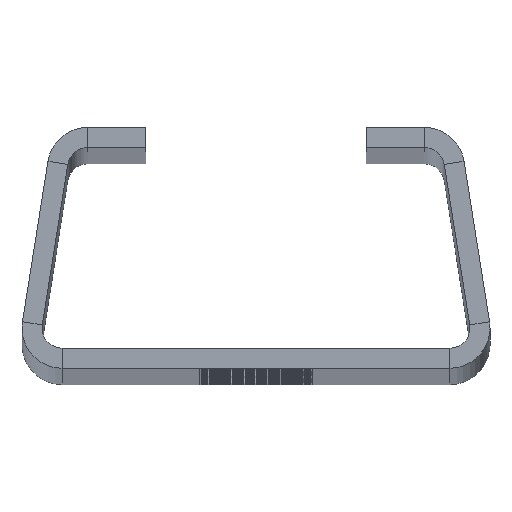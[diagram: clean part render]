
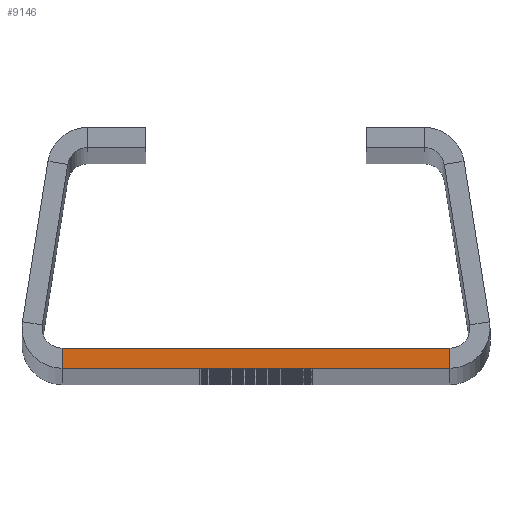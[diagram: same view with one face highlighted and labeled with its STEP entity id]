
A CAD part, top view. The second image highlights one B-rep face of the part: STEP entity #9146.
In plain terms, the highlighted planar face has unit normal (0, 0, 1).
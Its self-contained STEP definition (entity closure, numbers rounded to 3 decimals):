
#258 = CARTESIAN_POINT ( 'NONE',  ( 14.487, 1.5, 700. ) ) ;
#375 = AXIS2_PLACEMENT_3D ( 'NONE', #2097, #9634, #5136 ) ;
#1009 = VERTEX_POINT ( 'NONE', #258 ) ;
#1020 = DIRECTION ( 'NONE',  ( 1., 0., 0. ) ) ;
#1200 = ORIENTED_EDGE ( 'NONE', *, *, #3725, .T. ) ;
#1409 = LINE ( 'NONE', #2221, #9202 ) ;
#1635 = EDGE_CURVE ( 'NONE', #9280, #3052, #1409, .T. ) ;
#1860 = CARTESIAN_POINT ( 'NONE',  ( 14.487, 0., 700. ) ) ;
#2097 = CARTESIAN_POINT ( 'NONE',  ( 15.969, 3.235, 700. ) ) ;
#2207 = ORIENTED_EDGE ( 'NONE', *, *, #7311, .T. ) ;
#2221 = CARTESIAN_POINT ( 'NONE',  ( -18., 0., 700. ) ) ;
#2306 = VERTEX_POINT ( 'NONE', #5183 ) ;
#2523 = LINE ( 'NONE', #8540, #5598 ) ;
#2856 = VECTOR ( 'NONE', #3357, 1000. ) ;
#2957 = LINE ( 'NONE', #6808, #6509 ) ;
#3052 = VERTEX_POINT ( 'NONE', #7796 ) ;
#3270 = ORIENTED_EDGE ( 'NONE', *, *, #6656, .F. ) ;
#3357 = DIRECTION ( 'NONE',  ( 0., 1., 0. ) ) ;
#3592 = PLANE ( 'NONE',  #375 ) ;
#3725 = EDGE_CURVE ( 'NONE', #2306, #9280, #2957, .T. ) ;
#4448 = EDGE_LOOP ( 'NONE', ( #8993, #2207, #3270, #1200 ) ) ;
#4558 = DIRECTION ( 'NONE',  ( 0., -1., 0. ) ) ;
#5136 = DIRECTION ( 'NONE',  ( 1., 0., 0. ) ) ;
#5183 = CARTESIAN_POINT ( 'NONE',  ( -14.487, 1.5, 700. ) ) ;
#5598 = VECTOR ( 'NONE', #1020, 1000. ) ;
#5711 = FACE_OUTER_BOUND ( 'NONE', #4448, .T. ) ;
#6509 = VECTOR ( 'NONE', #4558, 1000. ) ;
#6656 = EDGE_CURVE ( 'NONE', #2306, #1009, #2523, .T. ) ;
#6808 = CARTESIAN_POINT ( 'NONE',  ( -14.487, 1.5, 700. ) ) ;
#6861 = LINE ( 'NONE', #1860, #2856 ) ;
#7311 = EDGE_CURVE ( 'NONE', #3052, #1009, #6861, .T. ) ;
#7796 = CARTESIAN_POINT ( 'NONE',  ( 14.487, 0., 700. ) ) ;
#8255 = DIRECTION ( 'NONE',  ( 1., 0., 0. ) ) ;
#8540 = CARTESIAN_POINT ( 'NONE',  ( -18., 1.5, 700. ) ) ;
#8993 = ORIENTED_EDGE ( 'NONE', *, *, #1635, .T. ) ;
#9111 = CARTESIAN_POINT ( 'NONE',  ( -14.487, 0., 700. ) ) ;
#9146 = ADVANCED_FACE ( 'NONE', ( #5711 ), #3592, .T. ) ;
#9202 = VECTOR ( 'NONE', #8255, 1000. ) ;
#9280 = VERTEX_POINT ( 'NONE', #9111 ) ;
#9634 = DIRECTION ( 'NONE',  ( 0., 0., 1. ) ) ;
